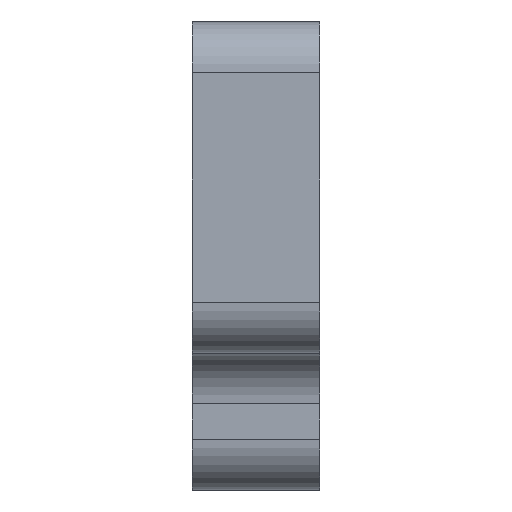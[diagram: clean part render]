
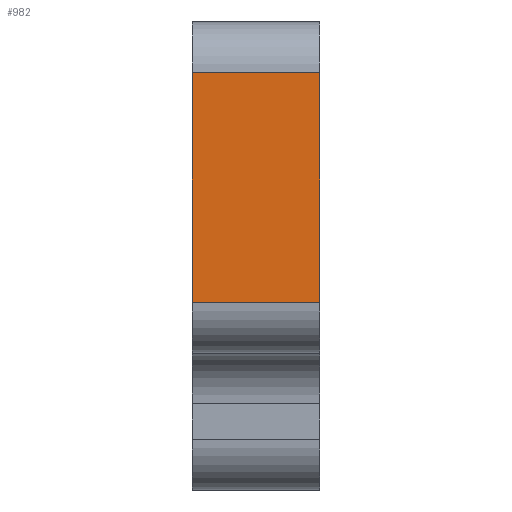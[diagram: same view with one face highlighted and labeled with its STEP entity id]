
A CAD part, front view. The second image highlights one B-rep face of the part: STEP entity #982.
In plain terms, the highlighted planar face has unit normal (0, -1, 0).
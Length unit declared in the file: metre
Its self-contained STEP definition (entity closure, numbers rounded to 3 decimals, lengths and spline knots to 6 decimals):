
#28=PLANE('',#1085);
#110=LINE('',#1630,#206);
#111=LINE('',#1634,#207);
#112=LINE('',#1636,#208);
#113=LINE('',#1638,#209);
#206=VECTOR('',#1331,1.);
#207=VECTOR('',#1336,1.);
#208=VECTOR('',#1337,1.);
#209=VECTOR('',#1338,1.);
#374=ORIENTED_EDGE('',*,*,#631,.T.);
#375=ORIENTED_EDGE('',*,*,#632,.F.);
#376=ORIENTED_EDGE('',*,*,#633,.F.);
#377=ORIENTED_EDGE('',*,*,#629,.T.);
#629=EDGE_CURVE('',#743,#742,#110,.T.);
#631=EDGE_CURVE('',#742,#744,#111,.T.);
#632=EDGE_CURVE('',#745,#744,#112,.T.);
#633=EDGE_CURVE('',#743,#745,#113,.T.);
#742=VERTEX_POINT('',#1629);
#743=VERTEX_POINT('',#1631);
#744=VERTEX_POINT('',#1635);
#745=VERTEX_POINT('',#1637);
#842=EDGE_LOOP('',(#374,#375,#376,#377));
#900=FACE_BOUND('',#842,.T.);
#982=ADVANCED_FACE('',(#900),#28,.F.);
#1085=AXIS2_PLACEMENT_3D('',#1633,#1334,#1335);
#1331=DIRECTION('',(-1.,0.,0.));
#1334=DIRECTION('',(0.,1.,0.));
#1335=DIRECTION('',(-1.,0.,0.));
#1336=DIRECTION('',(0.,0.,-1.));
#1337=DIRECTION('',(-1.,0.,0.));
#1338=DIRECTION('',(0.,0.,-1.));
#1629=CARTESIAN_POINT('',(0.035,-0.04177,0.02158));
#1630=CARTESIAN_POINT('',(0.04,-0.04177,0.02158));
#1631=CARTESIAN_POINT('',(0.04,-0.04177,0.02158));
#1633=CARTESIAN_POINT('',(0.04,-0.04177,0.01708));
#1634=CARTESIAN_POINT('',(0.035,-0.04177,0.01708));
#1635=CARTESIAN_POINT('',(0.035,-0.04177,0.01258));
#1636=CARTESIAN_POINT('',(0.04,-0.04177,0.01258));
#1637=CARTESIAN_POINT('',(0.04,-0.04177,0.01258));
#1638=CARTESIAN_POINT('',(0.04,-0.04177,0.01708));
